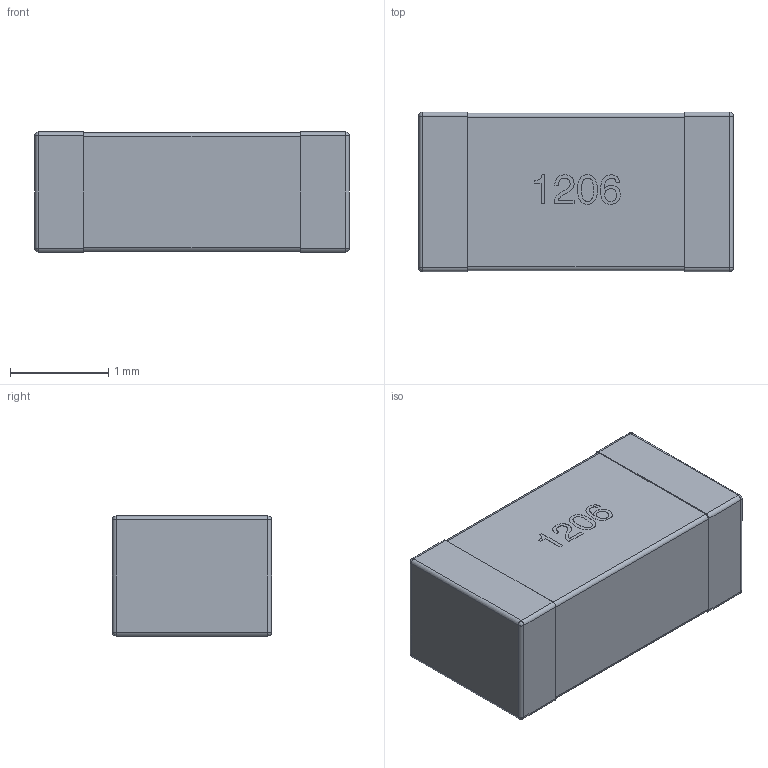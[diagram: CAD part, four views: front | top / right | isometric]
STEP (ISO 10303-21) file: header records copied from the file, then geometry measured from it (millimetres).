
FILE_DESCRIPTION (( 'STEP AP214' ), '1' );
FILE_NAME ('C 1206.STEP', '2016-07-20T15:19:55', ( '' ), ( '' ), 'SwSTEP 2.0', 'SolidWorks 2015', '' );
FILE_SCHEMA (( 'AUTOMOTIVE_DESIGN' ));
Length unit declared in the file: millimetre
Products named in the file (3): C 1206; LOGOԲ
Assembly tree (2 placements, depth 2):
  C 1206
    LOGOԲ
    C 1206
Bounding box: 3.2 x 1.62 x 1.22 mm (x, y, z)
Volume: 6.2 mm3; surface area: 29.5 mm2
Topology: 17 solids, 17 shells, 200 faces, 464 edges, 296 vertices
Faces by surface type: plane 96, bspline 60, cylinder 36, sphere 8
Entity records: 9503 total; most frequent: CARTESIAN_POINT 3461, ORIENTED_EDGE 912, DIRECTION 698, EDGE_CURVE 456, VERTEX_POINT 296, VECTOR 264, LINE 264, EDGE_LOOP 218
